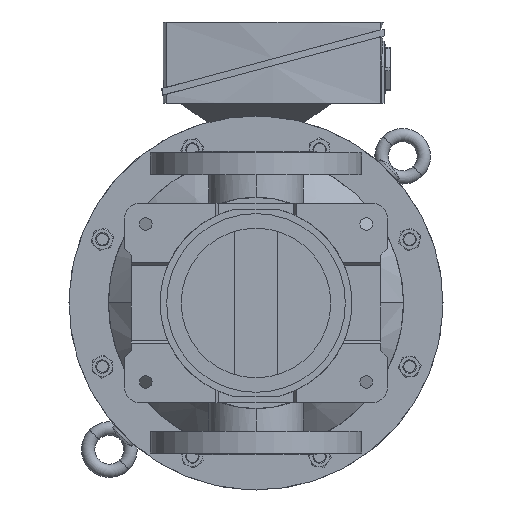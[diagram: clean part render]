
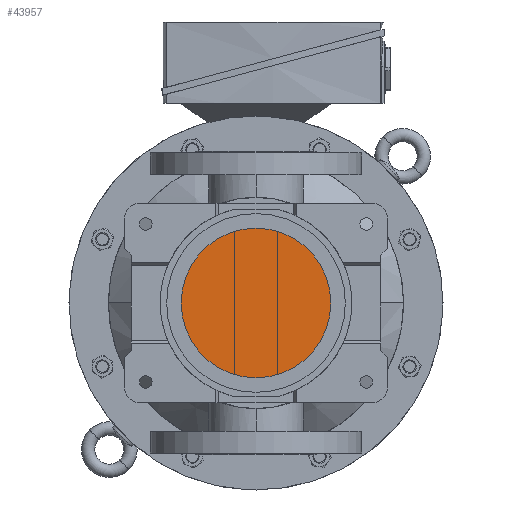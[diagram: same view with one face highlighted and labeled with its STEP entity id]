
A CAD part, front view. The second image highlights one B-rep face of the part: STEP entity #43957.
In plain terms, the highlighted face is planar.
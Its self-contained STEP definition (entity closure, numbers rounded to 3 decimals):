
#104 = LINE ( 'NONE', #17494, #14590 ) ;
#1160 = DIRECTION ( 'NONE',  ( 0., 0., 1. ) ) ;
#1169 = LINE ( 'NONE', #40495, #32275 ) ;
#1191 = AXIS2_PLACEMENT_3D ( 'NONE', #34424, #7944, #25873 ) ;
#1323 = DIRECTION ( 'NONE',  ( 0., 1., 0. ) ) ;
#2269 = EDGE_CURVE ( 'NONE', #39647, #54460, #23466, .T. ) ;
#2758 = VECTOR ( 'NONE', #32412, 1000. ) ;
#2815 = ORIENTED_EDGE ( 'NONE', *, *, #35598, .F. ) ;
#3340 = EDGE_CURVE ( 'NONE', #10585, #51884, #33505, .T. ) ;
#3966 = ORIENTED_EDGE ( 'NONE', *, *, #26093, .F. ) ;
#3967 = DIRECTION ( 'NONE',  ( 0., 1., 0. ) ) ;
#4292 = CIRCLE ( 'NONE', #26080, 120. ) ;
#4993 = CIRCLE ( 'NONE', #55053, 120. ) ;
#5378 = EDGE_CURVE ( 'NONE', #49937, #5858, #34994, .T. ) ;
#5384 = CARTESIAN_POINT ( 'NONE',  ( -92.913, 75.942, 81. ) ) ;
#5858 = VERTEX_POINT ( 'NONE', #28865 ) ;
#5885 = DIRECTION ( 'NONE',  ( 0., 0., -1. ) ) ;
#6223 = CARTESIAN_POINT ( 'NONE',  ( -63.993, 80.964, 81. ) ) ;
#6716 = CARTESIAN_POINT ( 'NONE',  ( 92.913, 75.942, 81. ) ) ;
#7944 = DIRECTION ( 'NONE',  ( 0., 0., -1. ) ) ;
#8131 = DIRECTION ( 'NONE',  ( 0., 0., 1. ) ) ;
#8973 = LINE ( 'NONE', #36011, #11791 ) ;
#9159 = ORIENTED_EDGE ( 'NONE', *, *, #49107, .F. ) ;
#9472 = AXIS2_PLACEMENT_3D ( 'NONE', #28642, #42074, #29210 ) ;
#9824 = CARTESIAN_POINT ( 'NONE',  ( 92.913, 75.942, 81. ) ) ;
#9898 = DIRECTION ( 'NONE',  ( 0., 0., -1. ) ) ;
#10130 = EDGE_CURVE ( 'NONE', #54460, #11012, #37479, .T. ) ;
#10584 = EDGE_CURVE ( 'NONE', #38563, #10585, #45543, .T. ) ;
#10585 = VERTEX_POINT ( 'NONE', #6223 ) ;
#10930 = ORIENTED_EDGE ( 'NONE', *, *, #10584, .F. ) ;
#11012 = VERTEX_POINT ( 'NONE', #12705 ) ;
#11154 = ORIENTED_EDGE ( 'NONE', *, *, #21214, .F. ) ;
#11353 = CARTESIAN_POINT ( 'NONE',  ( 75.942, -92.913, 81. ) ) ;
#11484 = EDGE_CURVE ( 'NONE', #14456, #34644, #104, .T. ) ;
#11791 = VECTOR ( 'NONE', #44304, 1000. ) ;
#11795 = ORIENTED_EDGE ( 'NONE', *, *, #55613, .F. ) ;
#12705 = CARTESIAN_POINT ( 'NONE',  ( 80.964, 63.993, 81. ) ) ;
#13435 = FACE_OUTER_BOUND ( 'NONE', #27273, .T. ) ;
#13645 = EDGE_CURVE ( 'NONE', #5858, #46793, #4292, .T. ) ;
#14020 = VECTOR ( 'NONE', #43528, 1000. ) ;
#14140 = CARTESIAN_POINT ( 'NONE',  ( -72.478, 72.478, 81. ) ) ;
#14235 = EDGE_CURVE ( 'NONE', #46793, #40070, #1169, .T. ) ;
#14456 = VERTEX_POINT ( 'NONE', #38466 ) ;
#14590 = VECTOR ( 'NONE', #34872, 1000. ) ;
#15058 = DIRECTION ( 'NONE',  ( 0., 1., 0. ) ) ;
#15514 = CARTESIAN_POINT ( 'NONE',  ( -80.964, 63.993, 81. ) ) ;
#15836 = CIRCLE ( 'NONE', #9472, 12. ) ;
#16402 = CARTESIAN_POINT ( 'NONE',  ( 63.993, -80.964, 81. ) ) ;
#16575 = ORIENTED_EDGE ( 'NONE', *, *, #2269, .F. ) ;
#17017 = CARTESIAN_POINT ( 'NONE',  ( 0., 0., 81. ) ) ;
#17494 = CARTESIAN_POINT ( 'NONE',  ( -92.913, -75.942, 81. ) ) ;
#17833 = ORIENTED_EDGE ( 'NONE', *, *, #52075, .F. ) ;
#17884 = CARTESIAN_POINT ( 'NONE',  ( -63.993, -80.964, 81. ) ) ;
#18425 = DIRECTION ( 'NONE',  ( -0.707, -0.707, 0. ) ) ;
#19273 = ORIENTED_EDGE ( 'NONE', *, *, #10130, .F. ) ;
#19642 = ORIENTED_EDGE ( 'NONE', *, *, #48048, .F. ) ;
#21214 = EDGE_CURVE ( 'NONE', #11012, #32967, #15836, .T. ) ;
#21789 = CARTESIAN_POINT ( 'NONE',  ( -75.942, 92.913, 81. ) ) ;
#22085 = ORIENTED_EDGE ( 'NONE', *, *, #11484, .F. ) ;
#22239 = CIRCLE ( 'NONE', #34069, 120. ) ;
#22394 = VERTEX_POINT ( 'NONE', #5384 ) ;
#22542 = PLANE ( 'NONE',  #23312 ) ;
#23312 = AXIS2_PLACEMENT_3D ( 'NONE', #49040, #1160, #53310 ) ;
#23466 = CIRCLE ( 'NONE', #55318, 120. ) ;
#24179 = CARTESIAN_POINT ( 'NONE',  ( 0., 0., 81. ) ) ;
#24819 = DIRECTION ( 'NONE',  ( 0.707, -0.707, 0. ) ) ;
#24985 = VECTOR ( 'NONE', #24819, 1000. ) ;
#25766 = CIRCLE ( 'NONE', #1191, 12. ) ;
#25873 = DIRECTION ( 'NONE',  ( 0., 1., 0. ) ) ;
#26080 = AXIS2_PLACEMENT_3D ( 'NONE', #17017, #34396, #50924 ) ;
#26093 = EDGE_CURVE ( 'NONE', #27003, #38563, #22239, .T. ) ;
#26120 = CARTESIAN_POINT ( 'NONE',  ( -80.964, 63.993, 81. ) ) ;
#27003 = VERTEX_POINT ( 'NONE', #39587 ) ;
#27273 = EDGE_LOOP ( 'NONE', ( #16575, #17833, #9159, #31556, #29946, #43585, #19642, #22085, #33654, #11795, #48695, #10930, #3966, #2815, #11154, #19273 ) ) ;
#27483 = CIRCLE ( 'NONE', #34807, 12. ) ;
#28642 = CARTESIAN_POINT ( 'NONE',  ( 72.478, 72.478, 81. ) ) ;
#28865 = CARTESIAN_POINT ( 'NONE',  ( -75.942, -92.913, 81. ) ) ;
#29210 = DIRECTION ( 'NONE',  ( 0., 1., 0. ) ) ;
#29290 = CARTESIAN_POINT ( 'NONE',  ( -63.993, -80.964, 81. ) ) ;
#29353 = LINE ( 'NONE', #46775, #24985 ) ;
#29946 = ORIENTED_EDGE ( 'NONE', *, *, #13645, .F. ) ;
#31556 = ORIENTED_EDGE ( 'NONE', *, *, #14235, .F. ) ;
#31872 = DIRECTION ( 'NONE',  ( 0., 0., 1. ) ) ;
#32275 = VECTOR ( 'NONE', #36208, 1000. ) ;
#32412 = DIRECTION ( 'NONE',  ( 0.707, -0.707, 0. ) ) ;
#32967 = VERTEX_POINT ( 'NONE', #46845 ) ;
#33505 = CIRCLE ( 'NONE', #51748, 12. ) ;
#33654 = ORIENTED_EDGE ( 'NONE', *, *, #40764, .F. ) ;
#34069 = AXIS2_PLACEMENT_3D ( 'NONE', #50426, #43017, #3967 ) ;
#34396 = DIRECTION ( 'NONE',  ( 0., 0., 1. ) ) ;
#34424 = CARTESIAN_POINT ( 'NONE',  ( 72.478, -72.478, 81. ) ) ;
#34644 = VERTEX_POINT ( 'NONE', #39921 ) ;
#34807 = AXIS2_PLACEMENT_3D ( 'NONE', #35830, #9898, #49778 ) ;
#34872 = DIRECTION ( 'NONE',  ( 0.707, 0.707, 0. ) ) ;
#34994 = LINE ( 'NONE', #17884, #42815 ) ;
#35598 = EDGE_CURVE ( 'NONE', #32967, #27003, #8973, .T. ) ;
#35830 = CARTESIAN_POINT ( 'NONE',  ( -72.478, -72.478, 81. ) ) ;
#36011 = CARTESIAN_POINT ( 'NONE',  ( 63.993, 80.964, 81. ) ) ;
#36208 = DIRECTION ( 'NONE',  ( -0.707, 0.707, 0. ) ) ;
#36983 = CARTESIAN_POINT ( 'NONE',  ( -75.942, 92.913, 81. ) ) ;
#37479 = LINE ( 'NONE', #6716, #45344 ) ;
#38466 = CARTESIAN_POINT ( 'NONE',  ( -92.913, -75.942, 81. ) ) ;
#38563 = VERTEX_POINT ( 'NONE', #21789 ) ;
#38617 = CARTESIAN_POINT ( 'NONE',  ( 0., 0., 81. ) ) ;
#39587 = CARTESIAN_POINT ( 'NONE',  ( 75.942, 92.913, 81. ) ) ;
#39647 = VERTEX_POINT ( 'NONE', #55217 ) ;
#39921 = CARTESIAN_POINT ( 'NONE',  ( -80.964, -63.993, 81. ) ) ;
#40070 = VERTEX_POINT ( 'NONE', #16402 ) ;
#40495 = CARTESIAN_POINT ( 'NONE',  ( 75.942, -92.913, 81. ) ) ;
#40764 = EDGE_CURVE ( 'NONE', #22394, #14456, #4993, .T. ) ;
#42074 = DIRECTION ( 'NONE',  ( 0., 0., -1. ) ) ;
#42815 = VECTOR ( 'NONE', #18425, 1000. ) ;
#43017 = DIRECTION ( 'NONE',  ( 0., 0., 1. ) ) ;
#43528 = DIRECTION ( 'NONE',  ( -0.707, 0.707, 0. ) ) ;
#43585 = ORIENTED_EDGE ( 'NONE', *, *, #5378, .F. ) ;
#43957 = ADVANCED_FACE ( 'NONE', ( #13435 ), #22542, .F. ) ;
#44304 = DIRECTION ( 'NONE',  ( 0.707, 0.707, 0. ) ) ;
#45254 = VERTEX_POINT ( 'NONE', #52933 ) ;
#45344 = VECTOR ( 'NONE', #55141, 1000. ) ;
#45543 = LINE ( 'NONE', #36983, #2758 ) ;
#46775 = CARTESIAN_POINT ( 'NONE',  ( 80.964, -63.993, 81. ) ) ;
#46793 = VERTEX_POINT ( 'NONE', #11353 ) ;
#46845 = CARTESIAN_POINT ( 'NONE',  ( 63.993, 80.964, 81. ) ) ;
#47802 = LINE ( 'NONE', #26120, #14020 ) ;
#48048 = EDGE_CURVE ( 'NONE', #34644, #49937, #27483, .T. ) ;
#48695 = ORIENTED_EDGE ( 'NONE', *, *, #3340, .F. ) ;
#49040 = CARTESIAN_POINT ( 'NONE',  ( 131.618, -131.618, 81. ) ) ;
#49107 = EDGE_CURVE ( 'NONE', #40070, #45254, #25766, .T. ) ;
#49778 = DIRECTION ( 'NONE',  ( 0., 1., 0. ) ) ;
#49937 = VERTEX_POINT ( 'NONE', #29290 ) ;
#50426 = CARTESIAN_POINT ( 'NONE',  ( 0., 0., 81. ) ) ;
#50924 = DIRECTION ( 'NONE',  ( 0., 1., 0. ) ) ;
#51748 = AXIS2_PLACEMENT_3D ( 'NONE', #14140, #5885, #1323 ) ;
#51884 = VERTEX_POINT ( 'NONE', #15514 ) ;
#52075 = EDGE_CURVE ( 'NONE', #45254, #39647, #29353, .T. ) ;
#52933 = CARTESIAN_POINT ( 'NONE',  ( 80.964, -63.993, 81. ) ) ;
#53310 = DIRECTION ( 'NONE',  ( 0., 1., 0. ) ) ;
#54460 = VERTEX_POINT ( 'NONE', #9824 ) ;
#55053 = AXIS2_PLACEMENT_3D ( 'NONE', #24179, #31872, #15058 ) ;
#55141 = DIRECTION ( 'NONE',  ( -0.707, -0.707, 0. ) ) ;
#55217 = CARTESIAN_POINT ( 'NONE',  ( 92.913, -75.942, 81. ) ) ;
#55318 = AXIS2_PLACEMENT_3D ( 'NONE', #38617, #8131, #55990 ) ;
#55613 = EDGE_CURVE ( 'NONE', #51884, #22394, #47802, .T. ) ;
#55990 = DIRECTION ( 'NONE',  ( 0., 1., 0. ) ) ;
